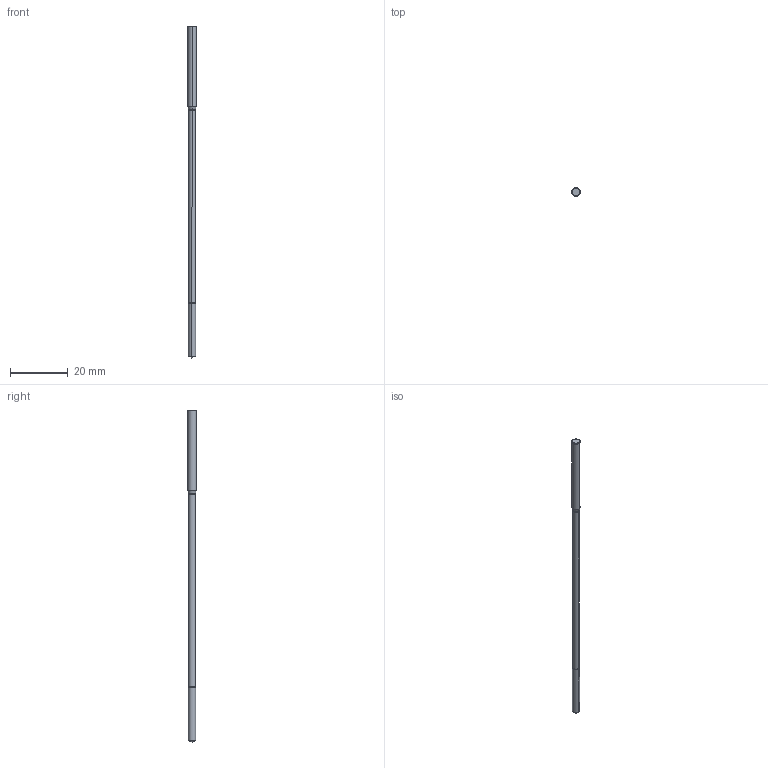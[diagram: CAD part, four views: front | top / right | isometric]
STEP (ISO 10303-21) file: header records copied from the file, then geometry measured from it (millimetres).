
FILE_DESCRIPTION((''),'2;1');
FILE_NAME('607547352-000-00-E43','2021-04-23T10:32:06',('SteckerB'),(''),'CREO PARAMETRIC BY PTC INC, 2019030','CREO PARAMETRIC BY PTC INC, 2019030','');
FILE_SCHEMA(('AP242_MANAGED_MODEL_BASED_3D_ENGINEERING_MIM_LF { 1 0 10303 442 1 1 4 }'));
Length unit declared in the file: millimetre
Products named in the file (1): 607547352-000-00-E43
Bounding box: 3 x 3 x 115 mm (x, y, z)
Volume: 598.3 mm3; surface area: 934.2 mm2
Topology: 1 solids, 1 shells, 17 faces, 378 edges, 683 vertices
Faces by surface type: cone 8, cylinder 6, torus 2, plane 1
Entity records: 2732 total; most frequent: CARTESIAN_POINT 1171, DIRECTION 252, B_SPLINE_CURVE_WITH_KNOTS 227, TRIMMED_CURVE 117, VECTOR 88, LINE 88, AXIS2_PLACEMENT_3D 82, PRESENTATION_STYLE_ASSIGNMENT 66
